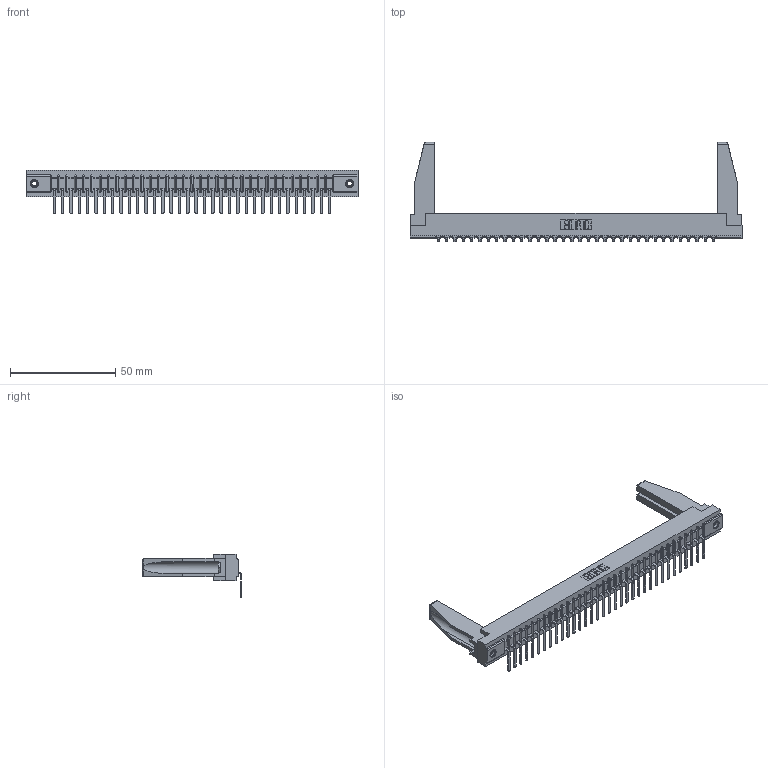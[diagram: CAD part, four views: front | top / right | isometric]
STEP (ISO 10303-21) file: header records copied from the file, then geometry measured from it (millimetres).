
FILE_DESCRIPTION (( 'STEP AP203' ), '1' );
FILE_NAME ('357-034-457-178.STEP', '2020-10-02T11:19:23', ( '' ), ( '' ), 'SwSTEP 2.0', 'SolidWorks 2020', '' );
FILE_SCHEMA (( 'CONFIG_CONTROL_DESIGN' ));
Length unit declared in the file: inch
Products named in the file (5): 307-290-002_557; 307-220-078; 307 Part_.156 Dia Mounting Holes; 357-034-457-178; 345-250-001_345-250-001-102
Assembly tree (39 placements, depth 2):
  357-034-457-178
    307 Part_.156 Dia Mounting Holes
    307-290-002_557  x34
    307-220-078  x2
    345-250-001_345-250-001-102  x2
Bounding box: 157.73 x 47.03 x 20.66 mm (x, y, z)
Volume: 20905 mm3; surface area: 25510.5 mm2
Topology: 39 solids, 39 shells, 2935 faces, 8949 edges, 5862 vertices
Faces by surface type: plane 1752, cylinder 1097, sphere 70, cone 12, torus 4
Entity records: 33427 total; most frequent: CARTESIAN_POINT 5638, ORIENTED_EDGE 5584, DIRECTION 5438, EDGE_CURVE 2792, LINE 2138, VECTOR 2138, VERTEX_POINT 1808, AXIS2_PLACEMENT_3D 1650
